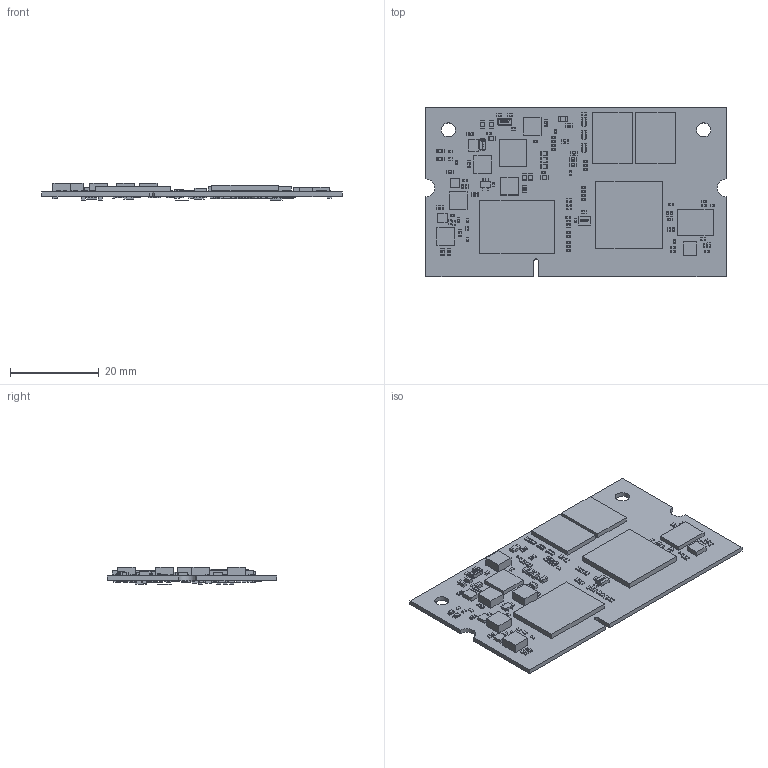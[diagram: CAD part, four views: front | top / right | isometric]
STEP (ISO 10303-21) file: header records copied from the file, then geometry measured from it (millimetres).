
FILE_DESCRIPTION(('Open CASCADE Model'),'2;1');
FILE_NAME('Open CASCADE Shape Model','2018-10-05T14:09:54',('Author'),( 'Open CASCADE'),'Open CASCADE STEP processor 6.8','Open CASCADE 6.8' ,'Unknown');
FILE_SCHEMA(('AUTOMOTIVE_DESIGN { 1 0 10303 214 1 1 1 1 }'));
Length unit declared in the file: millimetre
Products named in the file (397): PCB; Board; C19; 6661468608; Extruded; 6661468416; R5; 6994988864; 6994988672; 6994988480; C4; 6683458624; TPX70; 11480784256; Cylinder; TPX68; TPX66; TPX65; TPX64; TPX63; TPX62; R3; 6661458624; 6661459008; 6661458816; R1; X1; ASDMB; Y3; User_Library-ABS07; User_Library-ABS07_ABS07_Body_2; User_Library-ABS07_ABS07_Body2_2; User_Library-ABS07_ABS07_Beschriftung_2; User_Library-ABS07_ABS07_Pads_2; C59; 6683459008; 6683458816; C58; U4; 11480777344 ...
Assembly tree (1128 placements, depth 4):
  PCB
    Board
    C19
      6661468608  x2
        Extruded
      6661468416
        Extruded
    R5
      6994988864
        Extruded
      6994988672  x2
        Extruded
      6994988480
        Extruded
    C4
      6683458624  x2
        Extruded
      6661468416
        Extruded
    TPX70
      11480784256
        Cylinder
    TPX68
      11480784256
        Cylinder
    TPX66
      11480784256
        Cylinder
    TPX65
      11480784256
        Cylinder
    TPX64
      11480784256
        Cylinder
    TPX63
      11480784256
        Cylinder
    TPX62
      11480784256
        Cylinder
    R3
      6661458624
        Extruded
      6661459008  x2
        Extruded
      6661458816
        Extruded
    R1
      6661458624
        Extruded
      6661459008  x2
        Extruded
      6661458816
        Extruded
    X1
      ASDMB
    Y3
      User_Library-ABS07
        User_Library-ABS07_ABS07_Body_2
        User_Library-ABS07_ABS07_Body2_2
Bounding box: 67.6 x 38.1 x 4.03 mm (x, y, z)
Volume: 3714.9 mm3; surface area: 8569.7 mm2
Topology: 801 solids, 801 shells, 8855 faces, 19692 edges, 12348 vertices
Faces by surface type: plane 5788, bspline 1844, cylinder 895, sphere 328
Full cylindrical faces by diameter (mm): 0.305 x9, 0.762 x7, 3.175 x2
Entity records: 60233 total; most frequent: CARTESIAN_POINT 16712, DIRECTION 6497, ORIENTED_EDGE 5834, EDGE_CURVE 2917, AXIS2_PLACEMENT_3D 2217, LINE 2063, VECTOR 2063, VERTEX_POINT 1906
